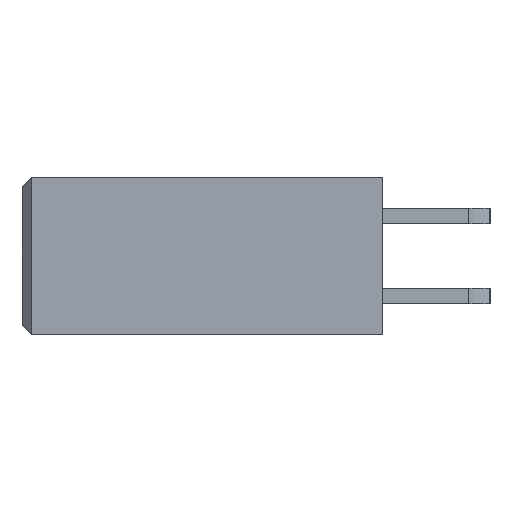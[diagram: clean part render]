
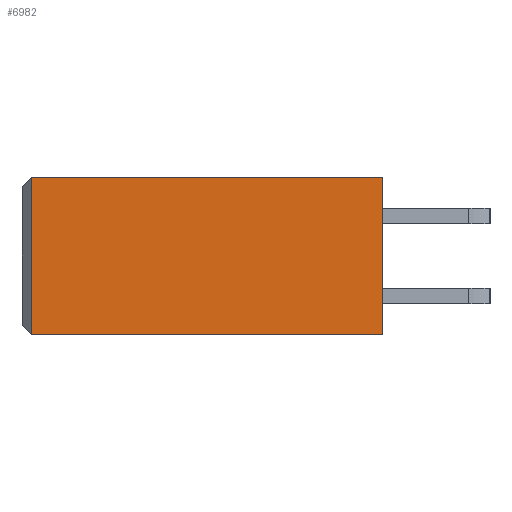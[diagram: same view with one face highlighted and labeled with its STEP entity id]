
A CAD part, left-side view. The second image highlights one B-rep face of the part: STEP entity #6982.
In plain terms, the highlighted planar face has unit normal (-1, 0, 0).
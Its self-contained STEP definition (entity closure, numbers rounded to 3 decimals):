
#6727 = EDGE_CURVE ( 'NONE', #6780, #6742, #18426, .T. ) ;
#6742 = VERTEX_POINT ( 'NONE', #18401 ) ;
#6780 = VERTEX_POINT ( 'NONE', #18577 ) ;
#6981 = EDGE_CURVE ( 'NONE', #6742, #7015, #19040, .T. ) ;
#6982 = ADVANCED_FACE ( 'NONE', ( #19036 ), #19035, .F. ) ;
#6983 = ORIENTED_EDGE ( 'NONE', *, *, #6984, .F. ) ;
#6984 = EDGE_CURVE ( 'NONE', #6985, #7015, #19030, .T. ) ;
#6985 = VERTEX_POINT ( 'NONE', #19088 ) ;
#6986 = ORIENTED_EDGE ( 'NONE', *, *, #6987, .T. ) ;
#6987 = EDGE_CURVE ( 'NONE', #6985, #6780, #19087, .T. ) ;
#6988 = ORIENTED_EDGE ( 'NONE', *, *, #6727, .T. ) ;
#7015 = VERTEX_POINT ( 'NONE', #19110 ) ;
#7017 = EDGE_LOOP ( 'NONE', ( #6983, #6986, #6988, #7041 ) ) ;
#7041 = ORIENTED_EDGE ( 'NONE', *, *, #6981, .T. ) ;
#18401 = CARTESIAN_POINT ( 'NONE',  ( -1.8, 0., -2.5 ) ) ;
#18423 = DIRECTION ( 'NONE',  ( 0., -1., 0. ) ) ;
#18424 = VECTOR ( 'NONE', #18423, 1000. ) ;
#18425 = CARTESIAN_POINT ( 'NONE',  ( -1.8, 11.45, -2.5 ) ) ;
#18426 = LINE ( 'NONE', #18425, #18424 ) ;
#18577 = CARTESIAN_POINT ( 'NONE',  ( -1.8, 11.15, -2.5 ) ) ;
#19029 = CARTESIAN_POINT ( 'NONE',  ( -1.8, 11.45, 2.5 ) ) ;
#19030 = LINE ( 'NONE', #19029, #19090 ) ;
#19031 = DIRECTION ( 'NONE',  ( 0., 0., -1. ) ) ;
#19032 = DIRECTION ( 'NONE',  ( 1., 0., 0. ) ) ;
#19033 = CARTESIAN_POINT ( 'NONE',  ( -1.8, 11.45, -2.5 ) ) ;
#19034 = AXIS2_PLACEMENT_3D ( 'NONE', #19033, #19032, #19031 ) ;
#19035 = PLANE ( 'NONE',  #19034 ) ;
#19036 = FACE_OUTER_BOUND ( 'NONE', #7017, .T. ) ;
#19037 = DIRECTION ( 'NONE',  ( 0., 0., 1. ) ) ;
#19038 = VECTOR ( 'NONE', #19037, 1000. ) ;
#19039 = CARTESIAN_POINT ( 'NONE',  ( -1.8, 0., -2.5 ) ) ;
#19040 = LINE ( 'NONE', #19039, #19038 ) ;
#19084 = DIRECTION ( 'NONE',  ( 0., 0., -1. ) ) ;
#19085 = VECTOR ( 'NONE', #19084, 1000. ) ;
#19086 = CARTESIAN_POINT ( 'NONE',  ( -1.8, 11.15, -2.5 ) ) ;
#19087 = LINE ( 'NONE', #19086, #19085 ) ;
#19088 = CARTESIAN_POINT ( 'NONE',  ( -1.8, 11.15, 2.5 ) ) ;
#19089 = DIRECTION ( 'NONE',  ( 0., -1., 0. ) ) ;
#19090 = VECTOR ( 'NONE', #19089, 1000. ) ;
#19110 = CARTESIAN_POINT ( 'NONE',  ( -1.8, 0., 2.5 ) ) ;
